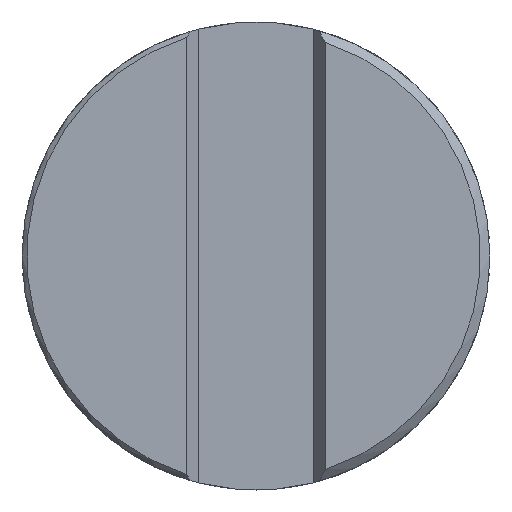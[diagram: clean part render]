
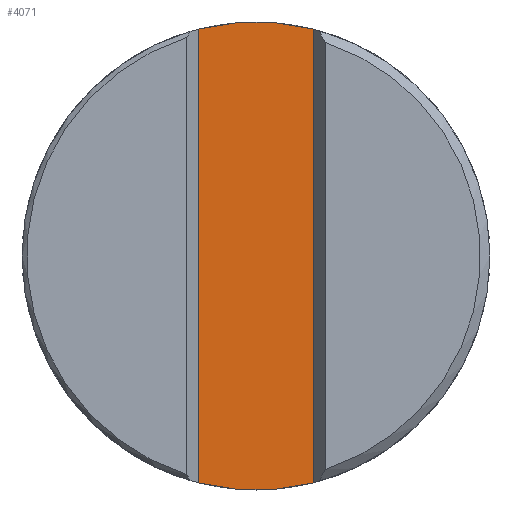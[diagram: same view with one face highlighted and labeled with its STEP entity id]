
A CAD part, front view. The second image highlights one B-rep face of the part: STEP entity #4071.
In plain terms, the highlighted planar face has unit normal (0, -1, 0).
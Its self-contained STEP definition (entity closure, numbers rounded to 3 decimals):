
#37=CARTESIAN_POINT('',(0.,0.375,0.));
#38=DIRECTION('',(0.,1.,0.));
#39=DIRECTION('',(-0.245,0.,0.97));
#40=AXIS2_PLACEMENT_3D('',#37,#38,#39);
#56=DIRECTION('',(0.,0.,1.));
#57=VECTOR('',#56,9.502);
#58=CARTESIAN_POINT('',(1.2,0.375,-4.751));
#59=LINE('',#58,#57);
#79=CARTESIAN_POINT('',(0.,0.375,0.));
#80=DIRECTION('',(0.,1.,0.));
#81=DIRECTION('',(0.245,0.,-0.97));
#82=AXIS2_PLACEMENT_3D('',#79,#80,#81);
#3874=DIRECTION('',(0.,0.,1.));
#3875=VECTOR('',#3874,9.502);
#3876=CARTESIAN_POINT('',(-1.2,0.375,-4.751));
#3877=LINE('',#3876,#3875);
#3892=CARTESIAN_POINT('',(1.2,0.375,-4.751));
#3893=CARTESIAN_POINT('',(1.2,0.375,4.751));
#3894=VERTEX_POINT('',#3892);
#3895=VERTEX_POINT('',#3893);
#3896=CARTESIAN_POINT('',(-1.2,0.375,-4.751));
#3897=CARTESIAN_POINT('',(-1.2,0.375,4.751));
#3898=VERTEX_POINT('',#3896);
#3899=VERTEX_POINT('',#3897);
#4058=CARTESIAN_POINT('',(1.2,0.375,-5.882));
#4059=DIRECTION('',(0.,1.,0.));
#4060=DIRECTION('',(-1.,0.,0.));
#4061=AXIS2_PLACEMENT_3D('',#4058,#4059,#4060);
#4062=PLANE('',#4061);
#4063=ORIENTED_EDGE('',*,*,#4012,.F.);
#4065=ORIENTED_EDGE('',*,*,#4064,.T.);
#4067=ORIENTED_EDGE('',*,*,#4066,.T.);
#4068=ORIENTED_EDGE('',*,*,#4043,.T.);
#4069=EDGE_LOOP('',(#4063,#4065,#4067,#4068));
#4070=FACE_OUTER_BOUND('',#4069,.F.);
#41=CIRCLE('',#40,4.9);
#83=CIRCLE('',#82,4.9);
#4012=EDGE_CURVE('',#3894,#3895,#59,.T.);
#4043=EDGE_CURVE('',#3899,#3895,#41,.T.);
#4064=EDGE_CURVE('',#3894,#3898,#83,.T.);
#4066=EDGE_CURVE('',#3898,#3899,#3877,.T.);
#4071=ADVANCED_FACE('',(#4070),#4062,.F.);
